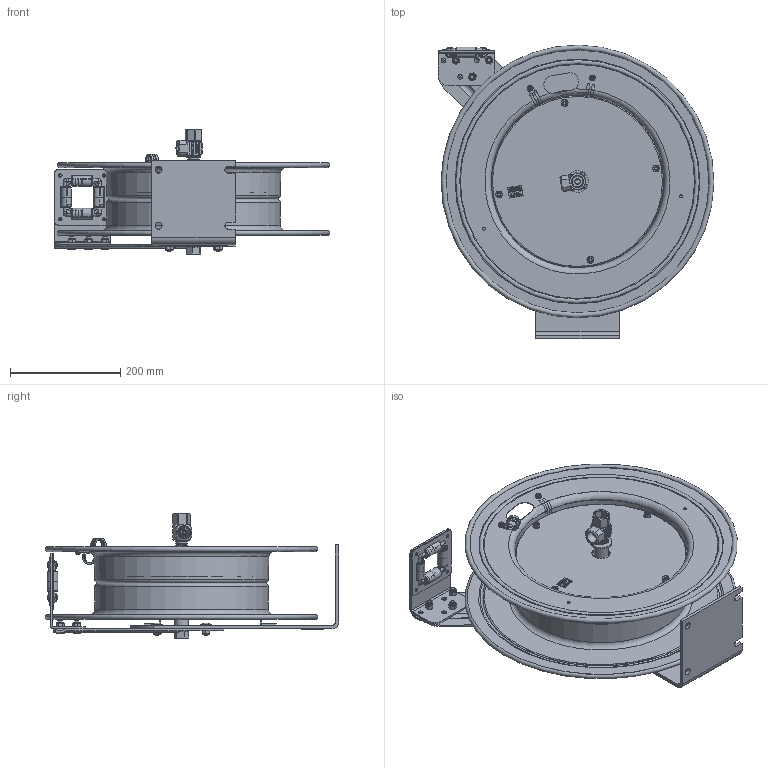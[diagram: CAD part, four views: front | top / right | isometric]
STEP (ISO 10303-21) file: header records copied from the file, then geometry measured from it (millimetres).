
FILE_DESCRIPTION(/* description */ (''),/* implementation_level */ '2;1');
FILE_NAME(/* name */ 'SHL-N-450_SHARED.stp',/* time_stamp */ '2020-02-11T09:37:49-07:00',/* author */ ('NMelton'),/* organization */ (''),/* preprocessor_version */ 'ST-DEVELOPER v17',/* originating_system */ 'Autodesk Inventor 2019',/* authorisation */ '');
FILE_SCHEMA (('AUTOMOTIVE_DESIGN { 1 0 10303 214 3 1 1 }'));
Products named in the file (1): SHL-N-450_SHARED
Bounding box: 500.6 x 533.38 x 228.37 mm (x, y, z)
Surface area: 1456335.1 mm2 (no closed solid volume)
Topology: 0 solids, 148 shells, 2839 faces, 11963 edges, 8842 vertices
Faces by surface type: plane 1528, cylinder 579, bspline 467, cone 172, torus 66, sphere 27
Full cylindrical faces by diameter (mm): 2.159 x2, 2.54 x1, 3.048 x1, 4.699 x4, 4.826 x2, 5.556 x1, 5.588 x3, 6.35 x8, 7.112 x1, 7.938 x3, 8.731 x7, 9.398 x1, 10.414 x2, 11.43 x3, 12.192 x7, 12.7 x2, 14.224 x1, 15.875 x1, 17.882 x1, 19.05 x5, 19.304 x1, 20.574 x3, 20.625 x1, 25.362 x1, 28.575 x1, 31.623 x1, 33.274 x1, 39.624 x1, 311.785 x1, 311.912 x1
Entity records: 131947 total; most frequent: CARTESIAN_POINT 38000, ORIENTED_EDGE 17701, DIRECTION 16561, EDGE_CURVE 11937, VERTEX_POINT 8842, LINE 6883, VECTOR 6883, AXIS2_PLACEMENT_3D 4839
